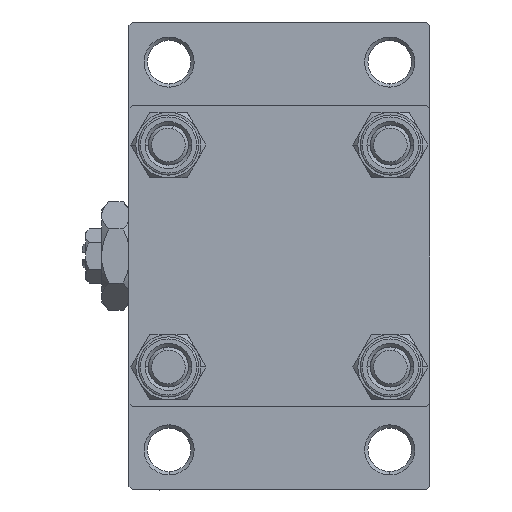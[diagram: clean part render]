
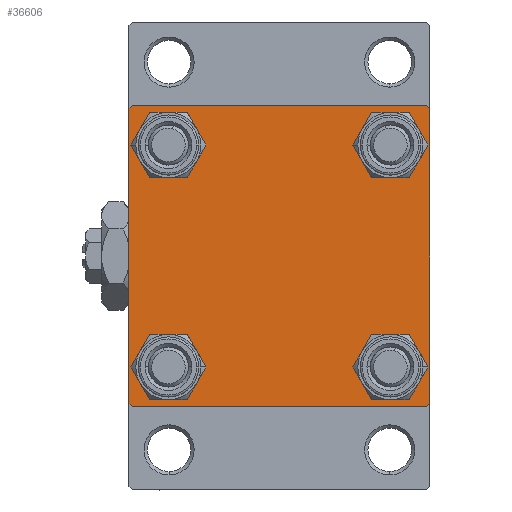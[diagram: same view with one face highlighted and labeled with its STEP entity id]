
A CAD part, left-side view. The second image highlights one B-rep face of the part: STEP entity #36606.
In plain terms, the highlighted planar face has unit normal (-1, 0, 0).
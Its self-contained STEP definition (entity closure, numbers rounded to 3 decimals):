
#345 = AXIS2_PLACEMENT_3D ( 'NONE', #33282, #40987, #29796 ) ;
#404 = FACE_BOUND ( 'NONE', #21020, .T. ) ;
#984 = CIRCLE ( 'NONE', #32732, 3.5 ) ;
#1074 = VERTEX_POINT ( 'NONE', #36106 ) ;
#1105 = ORIENTED_EDGE ( 'NONE', *, *, #43060, .T. ) ;
#1130 = FACE_BOUND ( 'NONE', #37938, .T. ) ;
#1647 = CARTESIAN_POINT ( 'NONE',  ( 0., 22.5, 22. ) ) ;
#3345 = EDGE_LOOP ( 'NONE', ( #8310, #33504 ) ) ;
#3391 = ORIENTED_EDGE ( 'NONE', *, *, #37698, .T. ) ;
#3624 = VERTEX_POINT ( 'NONE', #27047 ) ;
#3883 = CARTESIAN_POINT ( 'NONE',  ( 0., 0., 0. ) ) ;
#4387 = VECTOR ( 'NONE', #35330, 1000. ) ;
#4449 = ORIENTED_EDGE ( 'NONE', *, *, #12556, .T. ) ;
#4450 = DIRECTION ( 'NONE',  ( 0., 0., 1. ) ) ;
#4755 = ORIENTED_EDGE ( 'NONE', *, *, #40003, .T. ) ;
#4758 = AXIS2_PLACEMENT_3D ( 'NONE', #15333, #19276, #19524 ) ;
#5556 = EDGE_CURVE ( 'NONE', #7452, #28809, #35710, .T. ) ;
#6412 = ORIENTED_EDGE ( 'NONE', *, *, #13039, .F. ) ;
#7452 = VERTEX_POINT ( 'NONE', #24853 ) ;
#7740 = CARTESIAN_POINT ( 'NONE',  ( 0., -22., 22.5 ) ) ;
#7937 = EDGE_CURVE ( 'NONE', #20541, #26493, #12545, .T. ) ;
#8310 = ORIENTED_EDGE ( 'NONE', *, *, #20211, .T. ) ;
#8831 = ORIENTED_EDGE ( 'NONE', *, *, #21120, .T. ) ;
#8867 = VERTEX_POINT ( 'NONE', #7740 ) ;
#9599 = VECTOR ( 'NONE', #16990, 1000. ) ;
#11074 = VERTEX_POINT ( 'NONE', #1647 ) ;
#12134 = VECTOR ( 'NONE', #20362, 1000. ) ;
#12147 = DIRECTION ( 'NONE',  ( 1., 0., 0. ) ) ;
#12178 = VECTOR ( 'NONE', #44760, 1000. ) ;
#12545 = LINE ( 'NONE', #28402, #9599 ) ;
#12556 = EDGE_CURVE ( 'NONE', #28809, #7452, #984, .T. ) ;
#12635 = CARTESIAN_POINT ( 'NONE',  ( 0., -22., -22.5 ) ) ;
#13039 = EDGE_CURVE ( 'NONE', #26159, #8867, #14721, .T. ) ;
#13511 = CARTESIAN_POINT ( 'NONE',  ( 0., 22.5, -22. ) ) ;
#14721 = LINE ( 'NONE', #16897, #12134 ) ;
#14816 = CARTESIAN_POINT ( 'NONE',  ( 0., -16.6, 16.6 ) ) ;
#15185 = CARTESIAN_POINT ( 'NONE',  ( 0., 22.25, 22.25 ) ) ;
#15314 = FACE_BOUND ( 'NONE', #3345, .T. ) ;
#15322 = EDGE_CURVE ( 'NONE', #39224, #35251, #32104, .T. ) ;
#15333 = CARTESIAN_POINT ( 'NONE',  ( 0., -16.6, -16.6 ) ) ;
#15595 = ORIENTED_EDGE ( 'NONE', *, *, #7937, .T. ) ;
#15802 = PLANE ( 'NONE',  #43715 ) ;
#16228 = CIRCLE ( 'NONE', #24151, 3.5 ) ;
#16897 = CARTESIAN_POINT ( 'NONE',  ( 0., 22.5, 22.5 ) ) ;
#16990 = DIRECTION ( 'NONE',  ( 0., -0.707, 0.707 ) ) ;
#17326 = CARTESIAN_POINT ( 'NONE',  ( 0., -16.6, -16.6 ) ) ;
#17464 = CARTESIAN_POINT ( 'NONE',  ( 0., 22., -22.5 ) ) ;
#17545 = CIRCLE ( 'NONE', #32614, 3.5 ) ;
#17609 = EDGE_CURVE ( 'NONE', #3624, #31616, #16228, .T. ) ;
#18332 = CARTESIAN_POINT ( 'NONE',  ( 0., 16.6, -16.6 ) ) ;
#18360 = LINE ( 'NONE', #29800, #40348 ) ;
#18882 = CARTESIAN_POINT ( 'NONE',  ( 0., 22.5, -22.5 ) ) ;
#18998 = ORIENTED_EDGE ( 'NONE', *, *, #41380, .T. ) ;
#19257 = DIRECTION ( 'NONE',  ( 0., 0., 1. ) ) ;
#19276 = DIRECTION ( 'NONE',  ( 1., 0., 0. ) ) ;
#19325 = CARTESIAN_POINT ( 'NONE',  ( 0., 16.6, -13.1 ) ) ;
#19367 = DIRECTION ( 'NONE',  ( 0., -1., 0. ) ) ;
#19524 = DIRECTION ( 'NONE',  ( 0., 0., 1. ) ) ;
#19809 = CARTESIAN_POINT ( 'NONE',  ( 0., -22.5, 22. ) ) ;
#19924 = CARTESIAN_POINT ( 'NONE',  ( 0., 22.25, -22.25 ) ) ;
#19930 = AXIS2_PLACEMENT_3D ( 'NONE', #18332, #33260, #25547 ) ;
#20211 = EDGE_CURVE ( 'NONE', #1074, #23808, #35262, .T. ) ;
#20362 = DIRECTION ( 'NONE',  ( 0., -1., 0. ) ) ;
#20541 = VERTEX_POINT ( 'NONE', #12635 ) ;
#21020 = EDGE_LOOP ( 'NONE', ( #40877, #18998 ) ) ;
#21063 = EDGE_LOOP ( 'NONE', ( #8831, #4755 ) ) ;
#21120 = EDGE_CURVE ( 'NONE', #36235, #46363, #43253, .T. ) ;
#21304 = ORIENTED_EDGE ( 'NONE', *, *, #5556, .T. ) ;
#21829 = CARTESIAN_POINT ( 'NONE',  ( 0., -16.6, 16.6 ) ) ;
#22376 = LINE ( 'NONE', #15185, #12178 ) ;
#22595 = EDGE_CURVE ( 'NONE', #11074, #39224, #24136, .T. ) ;
#23808 = VERTEX_POINT ( 'NONE', #34552 ) ;
#24136 = LINE ( 'NONE', #39301, #4387 ) ;
#24151 = AXIS2_PLACEMENT_3D ( 'NONE', #21829, #40975, #29533 ) ;
#24853 = CARTESIAN_POINT ( 'NONE',  ( 0., -16.6, -13.1 ) ) ;
#25406 = EDGE_CURVE ( 'NONE', #35251, #20541, #41991, .T. ) ;
#25547 = DIRECTION ( 'NONE',  ( 0., 0., 1. ) ) ;
#25867 = VECTOR ( 'NONE', #19367, 1000. ) ;
#26159 = VERTEX_POINT ( 'NONE', #45967 ) ;
#26432 = CARTESIAN_POINT ( 'NONE',  ( 0., -22.25, 22.25 ) ) ;
#26493 = VERTEX_POINT ( 'NONE', #45910 ) ;
#26699 = ORIENTED_EDGE ( 'NONE', *, *, #25406, .T. ) ;
#27047 = CARTESIAN_POINT ( 'NONE',  ( 0., -16.6, 20.1 ) ) ;
#27109 = CIRCLE ( 'NONE', #19930, 3.5 ) ;
#27587 = CARTESIAN_POINT ( 'NONE',  ( 0., -16.6, 13.1 ) ) ;
#27838 = CARTESIAN_POINT ( 'NONE',  ( 0., 16.6, -20.1 ) ) ;
#28402 = CARTESIAN_POINT ( 'NONE',  ( 0., -22.25, -22.25 ) ) ;
#28741 = AXIS2_PLACEMENT_3D ( 'NONE', #14816, #34168, #30439 ) ;
#28809 = VERTEX_POINT ( 'NONE', #33320 ) ;
#29533 = DIRECTION ( 'NONE',  ( 0., 0., 1. ) ) ;
#29741 = AXIS2_PLACEMENT_3D ( 'NONE', #38482, #42208, #4450 ) ;
#29796 = DIRECTION ( 'NONE',  ( 0., 0., 1. ) ) ;
#29800 = CARTESIAN_POINT ( 'NONE',  ( 0., -22.5, 22.5 ) ) ;
#29918 = DIRECTION ( 'NONE',  ( 0., 0.707, 0.707 ) ) ;
#30439 = DIRECTION ( 'NONE',  ( 0., 0., 1. ) ) ;
#30457 = DIRECTION ( 'NONE',  ( -1., 0., 0. ) ) ;
#30517 = EDGE_CURVE ( 'NONE', #36195, #26493, #18360, .T. ) ;
#30982 = VECTOR ( 'NONE', #29918, 1000. ) ;
#31616 = VERTEX_POINT ( 'NONE', #27587 ) ;
#32037 = VECTOR ( 'NONE', #35093, 1000. ) ;
#32104 = LINE ( 'NONE', #19924, #32037 ) ;
#32526 = ORIENTED_EDGE ( 'NONE', *, *, #30517, .F. ) ;
#32614 = AXIS2_PLACEMENT_3D ( 'NONE', #45684, #12147, #45921 ) ;
#32732 = AXIS2_PLACEMENT_3D ( 'NONE', #17326, #36690, #43661 ) ;
#33224 = ORIENTED_EDGE ( 'NONE', *, *, #15322, .T. ) ;
#33260 = DIRECTION ( 'NONE',  ( 1., 0., 0. ) ) ;
#33282 = CARTESIAN_POINT ( 'NONE',  ( 0., 16.6, 16.6 ) ) ;
#33320 = CARTESIAN_POINT ( 'NONE',  ( 0., -16.6, -20.1 ) ) ;
#33504 = ORIENTED_EDGE ( 'NONE', *, *, #36236, .T. ) ;
#34168 = DIRECTION ( 'NONE',  ( 1., 0., 0. ) ) ;
#34552 = CARTESIAN_POINT ( 'NONE',  ( 0., 16.6, 13.1 ) ) ;
#34668 = FACE_OUTER_BOUND ( 'NONE', #37202, .T. ) ;
#35058 = CIRCLE ( 'NONE', #28741, 3.5 ) ;
#35093 = DIRECTION ( 'NONE',  ( 0., -0.707, -0.707 ) ) ;
#35251 = VERTEX_POINT ( 'NONE', #17464 ) ;
#35262 = CIRCLE ( 'NONE', #345, 3.5 ) ;
#35330 = DIRECTION ( 'NONE',  ( 0., 0., -1. ) ) ;
#35710 = CIRCLE ( 'NONE', #4758, 3.5 ) ;
#36106 = CARTESIAN_POINT ( 'NONE',  ( 0., 16.6, 20.1 ) ) ;
#36195 = VERTEX_POINT ( 'NONE', #19809 ) ;
#36235 = VERTEX_POINT ( 'NONE', #19325 ) ;
#36236 = EDGE_CURVE ( 'NONE', #23808, #1074, #17545, .T. ) ;
#36509 = DIRECTION ( 'NONE',  ( 0., 0., -1. ) ) ;
#36606 = ADVANCED_FACE ( 'NONE', ( #404, #1130, #38882, #15314, #34668 ), #15802, .T. ) ;
#36690 = DIRECTION ( 'NONE',  ( 1., 0., 0. ) ) ;
#37202 = EDGE_LOOP ( 'NONE', ( #45571, #33224, #26699, #15595, #32526, #3391, #6412, #1105 ) ) ;
#37698 = EDGE_CURVE ( 'NONE', #36195, #8867, #47088, .T. ) ;
#37938 = EDGE_LOOP ( 'NONE', ( #21304, #4449 ) ) ;
#38482 = CARTESIAN_POINT ( 'NONE',  ( 0., 16.6, -16.6 ) ) ;
#38882 = FACE_BOUND ( 'NONE', #21063, .T. ) ;
#39224 = VERTEX_POINT ( 'NONE', #13511 ) ;
#39301 = CARTESIAN_POINT ( 'NONE',  ( 0., 22.5, 22.5 ) ) ;
#40003 = EDGE_CURVE ( 'NONE', #46363, #36235, #27109, .T. ) ;
#40348 = VECTOR ( 'NONE', #36509, 1000. ) ;
#40877 = ORIENTED_EDGE ( 'NONE', *, *, #17609, .T. ) ;
#40975 = DIRECTION ( 'NONE',  ( 1., 0., 0. ) ) ;
#40987 = DIRECTION ( 'NONE',  ( 1., 0., 0. ) ) ;
#41380 = EDGE_CURVE ( 'NONE', #31616, #3624, #35058, .T. ) ;
#41991 = LINE ( 'NONE', #18882, #25867 ) ;
#42208 = DIRECTION ( 'NONE',  ( 1., 0., 0. ) ) ;
#43060 = EDGE_CURVE ( 'NONE', #26159, #11074, #22376, .T. ) ;
#43253 = CIRCLE ( 'NONE', #29741, 3.5 ) ;
#43661 = DIRECTION ( 'NONE',  ( 0., 0., 1. ) ) ;
#43715 = AXIS2_PLACEMENT_3D ( 'NONE', #3883, #30457, #19257 ) ;
#44760 = DIRECTION ( 'NONE',  ( 0., 0.707, -0.707 ) ) ;
#45571 = ORIENTED_EDGE ( 'NONE', *, *, #22595, .T. ) ;
#45684 = CARTESIAN_POINT ( 'NONE',  ( 0., 16.6, 16.6 ) ) ;
#45910 = CARTESIAN_POINT ( 'NONE',  ( 0., -22.5, -22. ) ) ;
#45921 = DIRECTION ( 'NONE',  ( 0., 0., 1. ) ) ;
#45967 = CARTESIAN_POINT ( 'NONE',  ( 0., 22., 22.5 ) ) ;
#46363 = VERTEX_POINT ( 'NONE', #27838 ) ;
#47088 = LINE ( 'NONE', #26432, #30982 ) ;
